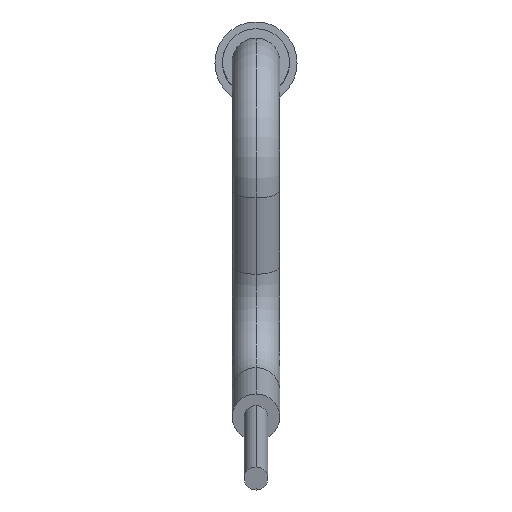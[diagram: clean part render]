
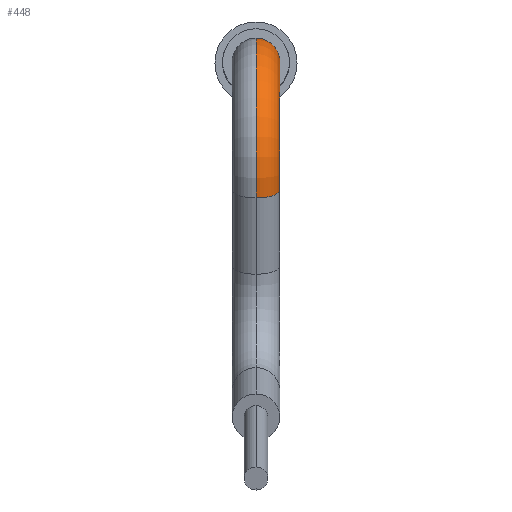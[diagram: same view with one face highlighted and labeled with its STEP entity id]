
A CAD part, top view. The second image highlights one B-rep face of the part: STEP entity #448.
In plain terms, the highlighted toroidal (fillet/blend) face has major radius 1 mm and minor radius 0.25 mm.
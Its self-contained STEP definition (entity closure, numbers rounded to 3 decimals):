
#448 = ADVANCED_FACE ( 'NONE', ( #3833 ), #3832, .T. ) ;
#502 = VERTEX_POINT ( 'NONE', #2437 ) ;
#541 = VERTEX_POINT ( 'NONE', #2456 ) ;
#545 = VERTEX_POINT ( 'NONE', #2455 ) ;
#546 = VERTEX_POINT ( 'NONE', #2453 ) ;
#557 = VERTEX_POINT ( 'NONE', #2462 ) ;
#794 = AXIS2_PLACEMENT_3D ( 'NONE', #5495, #5496, #5497 ) ;
#798 = AXIS2_PLACEMENT_3D ( 'NONE', #5463, #5464, #5465 ) ;
#807 = AXIS2_PLACEMENT_3D ( 'NONE', #5403, #5404, #5405 ) ;
#810 = AXIS2_PLACEMENT_3D ( 'NONE', #5384, #5385, #5386 ) ;
#1839 = AXIS2_PLACEMENT_3D ( 'NONE', #4812, #4813, #4814 ) ;
#1898 = AXIS2_PLACEMENT_3D ( 'NONE', #2412, #2410, #2414 ) ;
#2410 = DIRECTION ( 'NONE',  ( 1., 0., 0. ) ) ;
#2412 = CARTESIAN_POINT ( 'NONE',  ( 0., -1., 1.079 ) ) ;
#2414 = DIRECTION ( 'NONE',  ( 0., 0., -1. ) ) ;
#2437 = CARTESIAN_POINT ( 'NONE',  ( 0., -0.25, 1.079 ) ) ;
#2453 = CARTESIAN_POINT ( 'NONE',  ( 0., 0.25, 1.079 ) ) ;
#2455 = CARTESIAN_POINT ( 'NONE',  ( 0., -1.257, 1.783 ) ) ;
#2456 = CARTESIAN_POINT ( 'NONE',  ( 0., -1.428, 2.253 ) ) ;
#2462 = CARTESIAN_POINT ( 'NONE',  ( 0.25, 0., 1.079 ) ) ;
#2908 = ORIENTED_EDGE ( 'NONE', *, *, #4442, .F. ) ;
#2909 = ORIENTED_EDGE ( 'NONE', *, *, #4407, .T. ) ;
#2946 = ORIENTED_EDGE ( 'NONE', *, *, #4432, .F. ) ;
#2959 = ORIENTED_EDGE ( 'NONE', *, *, #4411, .T. ) ;
#3498 = EDGE_LOOP ( 'NONE', ( #2946, #2909, #2959, #2908, #4120 ) ) ;
#3832 = TOROIDAL_SURFACE ( 'NONE', #1898, 1., 0.25 ) ;
#3833 = FACE_OUTER_BOUND ( 'NONE', #3498, .T. ) ;
#4120 = ORIENTED_EDGE ( 'NONE', *, *, #4246, .F. ) ;
#4246 = EDGE_CURVE ( 'NONE', #557, #502, #5594, .T. ) ;
#4407 = EDGE_CURVE ( 'NONE', #546, #541, #5760, .T. ) ;
#4411 = EDGE_CURVE ( 'NONE', #541, #545, #5764, .T. ) ;
#4432 = EDGE_CURVE ( 'NONE', #546, #557, #5793, .T. ) ;
#4442 = EDGE_CURVE ( 'NONE', #502, #545, #5803, .T. ) ;
#4812 = CARTESIAN_POINT ( 'NONE',  ( 0., 0., 1.079 ) ) ;
#4813 = DIRECTION ( 'NONE',  ( 0., 0., -1. ) ) ;
#4814 = DIRECTION ( 'NONE',  ( -1., 0., 0. ) ) ;
#5384 = CARTESIAN_POINT ( 'NONE',  ( 0., -1., 1.079 ) ) ;
#5385 = DIRECTION ( 'NONE',  ( 1., 0., 0. ) ) ;
#5386 = DIRECTION ( 'NONE',  ( 0., 1., 0. ) ) ;
#5403 = CARTESIAN_POINT ( 'NONE',  ( 0., -1.342, 2.018 ) ) ;
#5404 = DIRECTION ( 'NONE',  ( 0., 0.94, 0.342 ) ) ;
#5405 = DIRECTION ( 'NONE',  ( -1., 0., 0. ) ) ;
#5463 = CARTESIAN_POINT ( 'NONE',  ( 0., 0., 1.079 ) ) ;
#5464 = DIRECTION ( 'NONE',  ( 0., 0., -1. ) ) ;
#5465 = DIRECTION ( 'NONE',  ( -1., 0., 0. ) ) ;
#5495 = CARTESIAN_POINT ( 'NONE',  ( 0., -1., 1.079 ) ) ;
#5496 = DIRECTION ( 'NONE',  ( 1., 0., 0. ) ) ;
#5497 = DIRECTION ( 'NONE',  ( 0., 1., 0. ) ) ;
#5594 = CIRCLE ( 'NONE', #1839, 0.25 ) ;
#5760 = CIRCLE ( 'NONE', #810, 1.25 ) ;
#5764 = CIRCLE ( 'NONE', #807, 0.25 ) ;
#5793 = CIRCLE ( 'NONE', #798, 0.25 ) ;
#5803 = CIRCLE ( 'NONE', #794, 0.75 ) ;
